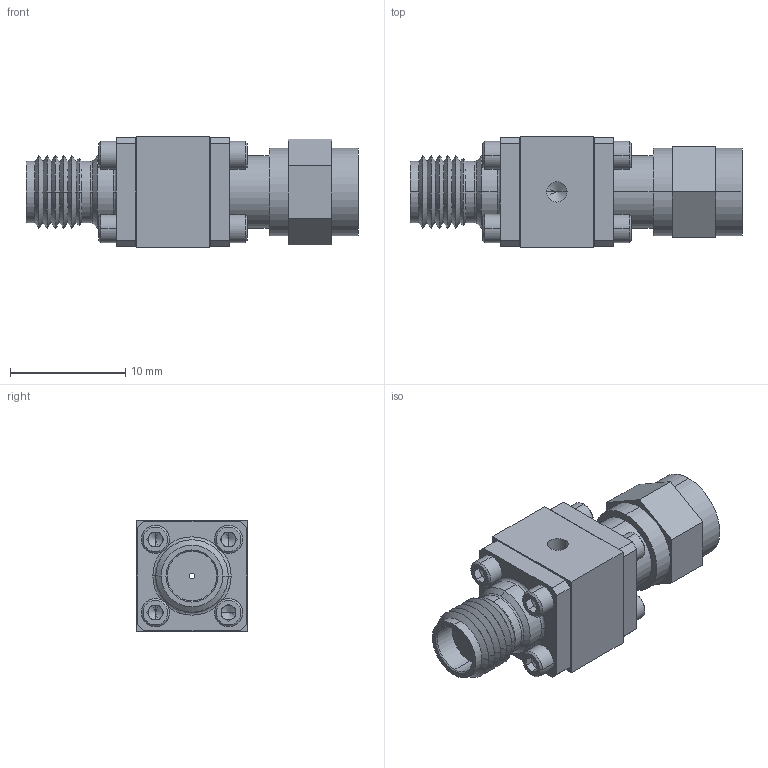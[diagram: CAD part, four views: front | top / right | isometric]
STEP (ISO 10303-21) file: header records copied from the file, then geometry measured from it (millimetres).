
FILE_DESCRIPTION(('STEP AP214'),'1');
FILE_NAME('fused male SMA to female SMA coupling assem for qntm micrwv website.stp','2025-03-23T05:11:46',(' '),(' '),'Spatial InterOp 3D',' ',' ');
FILE_SCHEMA(('automotive_design'));
Length unit declared in the file: metre
Products named in the file (1): Solid
Bounding box: 28.82 x 9.65 x 9.65 mm (x, y, z)
Volume: 1362.5 mm3; surface area: 1843.8 mm2
Topology: 1 solids, 5 shells, 341 faces, 820 edges, 499 vertices
Faces by surface type: plane 155, cylinder 86, cone 80, torus 20
Entity records: 12671 total; most frequent: DIRECTION 1844, CARTESIAN_POINT 1759, ORIENTED_EDGE 1604, EDGE_CURVE 802, AXIS2_PLACEMENT_3D 704, VERTEX_POINT 499, LINE 436, VECTOR 436
